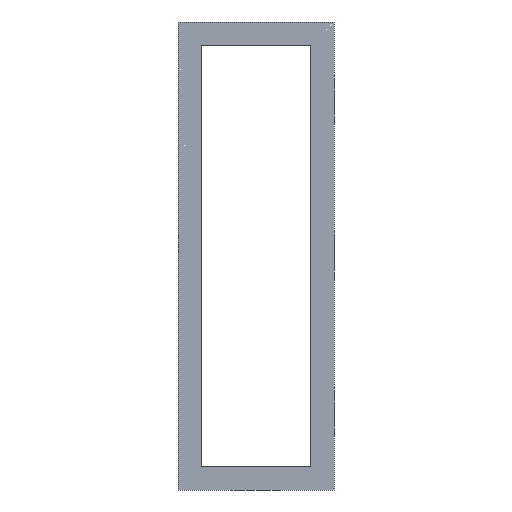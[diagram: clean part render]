
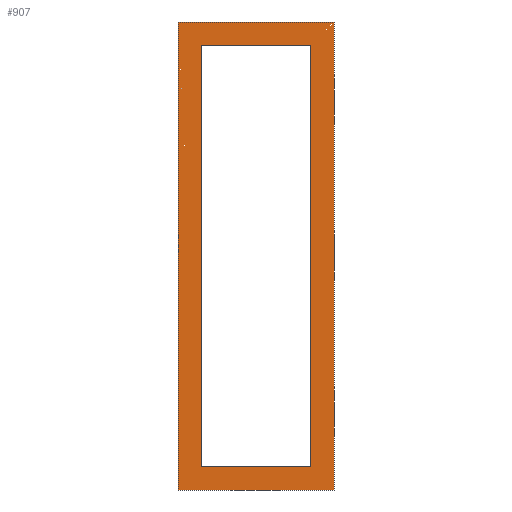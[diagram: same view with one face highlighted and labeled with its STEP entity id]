
A CAD part, front view. The second image highlights one B-rep face of the part: STEP entity #907.
In plain terms, the highlighted planar face has unit normal (0, -1, 0).
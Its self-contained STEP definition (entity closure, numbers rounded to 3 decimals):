
#71=FACE_BOUND('',#214,.T.);
#81=PLANE('',#1035);
#119=FACE_OUTER_BOUND('',#213,.T.);
#213=EDGE_LOOP('',(#827,#828,#829,#830));
#214=EDGE_LOOP('',(#831,#832,#833,#834));
#245=LINE('',#1507,#297);
#249=LINE('',#1515,#301);
#252=LINE('',#1521,#304);
#255=LINE('',#1526,#307);
#257=LINE('',#1531,#309);
#261=LINE('',#1539,#313);
#264=LINE('',#1545,#316);
#267=LINE('',#1550,#319);
#297=VECTOR('',#1265,10.);
#301=VECTOR('',#1271,10.);
#304=VECTOR('',#1276,10.);
#307=VECTOR('',#1281,10.);
#309=VECTOR('',#1285,10.);
#313=VECTOR('',#1291,10.);
#316=VECTOR('',#1296,10.);
#319=VECTOR('',#1301,10.);
#461=VERTEX_POINT('',#1505);
#462=VERTEX_POINT('',#1506);
#465=VERTEX_POINT('',#1514);
#467=VERTEX_POINT('',#1520);
#469=VERTEX_POINT('',#1529);
#470=VERTEX_POINT('',#1530);
#473=VERTEX_POINT('',#1538);
#475=VERTEX_POINT('',#1544);
#575=EDGE_CURVE('',#461,#462,#245,.T.);
#579=EDGE_CURVE('',#465,#461,#249,.T.);
#582=EDGE_CURVE('',#467,#465,#252,.T.);
#585=EDGE_CURVE('',#462,#467,#255,.T.);
#587=EDGE_CURVE('',#469,#470,#257,.T.);
#591=EDGE_CURVE('',#470,#473,#261,.T.);
#594=EDGE_CURVE('',#473,#475,#264,.T.);
#597=EDGE_CURVE('',#475,#469,#267,.T.);
#827=ORIENTED_EDGE('',*,*,#597,.T.);
#828=ORIENTED_EDGE('',*,*,#587,.T.);
#829=ORIENTED_EDGE('',*,*,#591,.T.);
#830=ORIENTED_EDGE('',*,*,#594,.T.);
#831=ORIENTED_EDGE('',*,*,#575,.T.);
#832=ORIENTED_EDGE('',*,*,#585,.T.);
#833=ORIENTED_EDGE('',*,*,#582,.T.);
#834=ORIENTED_EDGE('',*,*,#579,.T.);
#907=ADVANCED_FACE('',(#119,#71),#81,.F.);
#1035=AXIS2_PLACEMENT_3D('',#1552,#1303,#1304);
#1265=DIRECTION('',(0.,0.,1.));
#1271=DIRECTION('',(-1.,0.,0.));
#1276=DIRECTION('',(0.,0.,-1.));
#1281=DIRECTION('',(1.,0.,0.));
#1285=DIRECTION('',(0.,0.,-1.));
#1291=DIRECTION('',(1.,0.,0.));
#1296=DIRECTION('',(0.,0.,1.));
#1301=DIRECTION('',(-1.,0.,0.));
#1303=DIRECTION('center_axis',(0.,1.,0.));
#1304=DIRECTION('ref_axis',(0.,0.,1.));
#1505=CARTESIAN_POINT('',(-3.5,0.,-13.5));
#1506=CARTESIAN_POINT('',(-3.5,0.,13.5));
#1507=CARTESIAN_POINT('',(-3.5,0.,-7.5));
#1514=CARTESIAN_POINT('',(3.5,0.,-13.5));
#1515=CARTESIAN_POINT('',(2.5,0.,-13.5));
#1520=CARTESIAN_POINT('',(3.5,0.,13.5));
#1521=CARTESIAN_POINT('',(3.5,0.,7.5));
#1526=CARTESIAN_POINT('',(-2.5,0.,13.5));
#1529=CARTESIAN_POINT('',(-5.,0.,15.));
#1530=CARTESIAN_POINT('',(-5.,0.,-15.));
#1531=CARTESIAN_POINT('',(-5.,0.,15.));
#1538=CARTESIAN_POINT('',(5.,0.,-15.));
#1539=CARTESIAN_POINT('',(-5.,0.,-15.));
#1544=CARTESIAN_POINT('',(5.,0.,15.));
#1545=CARTESIAN_POINT('',(5.,0.,-15.));
#1550=CARTESIAN_POINT('',(5.,0.,15.));
#1552=CARTESIAN_POINT('Origin',(0.,0.,0.));
